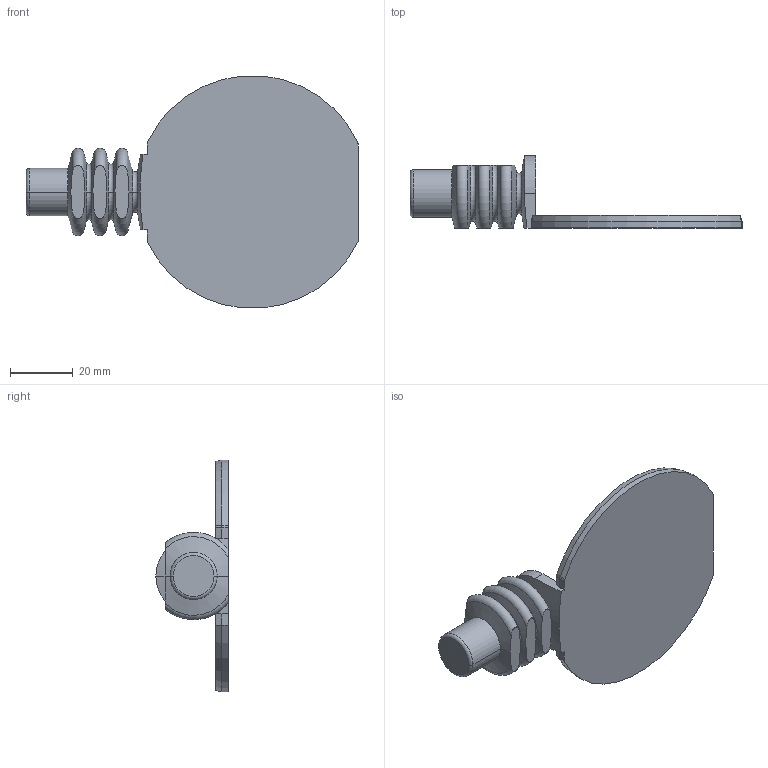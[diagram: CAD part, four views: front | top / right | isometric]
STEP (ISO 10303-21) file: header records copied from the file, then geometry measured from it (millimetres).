
FILE_DESCRIPTION((''),'2;1');
FILE_NAME('035502_SW0002','2013-04-09T',('tema'),(''),'PRO/ENGINEER BY PARAMETRIC TECHNOLOGY CORPORATION, 2006200','PRO/ENGINEER BY PARAMETRIC TECHNOLOGY CORPORATION, 2006200','');
FILE_SCHEMA(('CONFIG_CONTROL_DESIGN'));
Length unit declared in the file: inch
Products named in the file (1): 035502_SW0002
Bounding box: 105.5 x 23 x 73.72 mm (x, y, z)
Surface area: 13920 mm2 (no closed solid volume)
Topology: 0 solids, 1 shells, 59 faces, 157 edges, 100 vertices
Faces by surface type: plane 20, cone 14, torus 14, cylinder 11
Entity records: 2129 total; most frequent: CARTESIAN_POINT 657, ORIENTED_EDGE 314, DIRECTION 290, EDGE_CURVE 157, AXIS2_PLACEMENT_3D 120, VERTEX_POINT 100, CIRCLE 61, EDGE_LOOP 59
